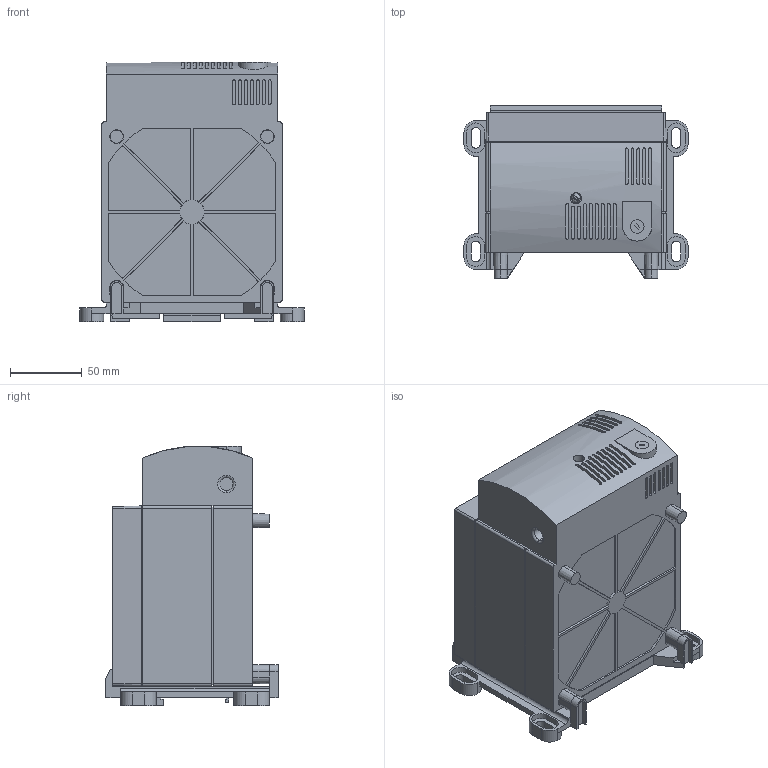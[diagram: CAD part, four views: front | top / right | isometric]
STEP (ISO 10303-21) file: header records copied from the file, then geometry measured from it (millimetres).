
FILE_DESCRIPTION (( 'STEP AP214' ), '1' );
FILE_NAME ('130609-00.STEP', '2014-06-25T16:13:12', ( '' ), ( '' ), 'SwSTEP 2.0', 'SolidWorks 2013', '' );
FILE_SCHEMA (( 'AUTOMOTIVE_DESIGN' ));
Length unit declared in the file: inch
Products named in the file (1): 130609-00
Bounding box: 156.46 x 120.4 x 181.1 mm (x, y, z)
Volume: 1951032.3 mm3; surface area: 179512.3 mm2
Topology: 1 solids, 1 shells, 740 faces, 1936 edges, 1270 vertices
Faces by surface type: plane 446, cylinder 257, cone 32, torus 4, sphere 1
Entity records: 23793 total; most frequent: CARTESIAN_POINT 4613, DIRECTION 3943, ORIENTED_EDGE 3866, EDGE_CURVE 1933, AXIS2_PLACEMENT_3D 1330, LINE 1283, VECTOR 1283, VERTEX_POINT 1268
